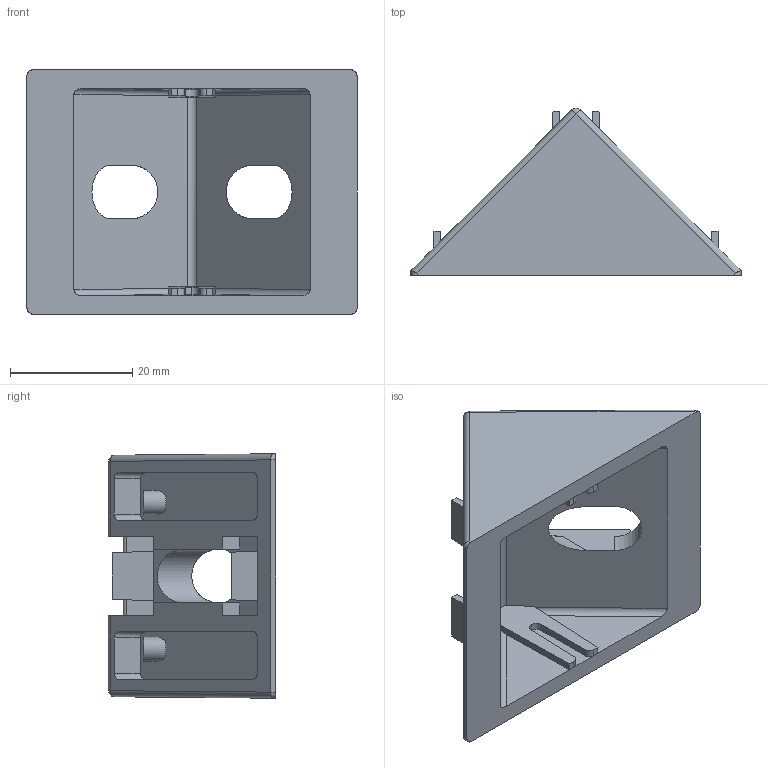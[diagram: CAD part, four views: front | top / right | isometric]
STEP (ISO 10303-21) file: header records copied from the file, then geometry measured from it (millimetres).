
FILE_DESCRIPTION (( 'STEP AP214' ), '1' );
FILE_NAME ('Transept Giltec-W84040ZN.STEP', '2012-09-27T05:00:57', ( 'sysAdmin' ), ( 'SolidWorks' ), 'SwSTEP 2.0', 'SolidWorks 2012', '' );
FILE_SCHEMA (( 'AUTOMOTIVE_DESIGN' ));
Length unit declared in the file: millimetre
Products named in the file (1): Transept Giltec-W84040ZN
Bounding box: 54 x 27.41 x 40 mm (x, y, z)
Volume: 13229.3 mm3; surface area: 9491 mm2
Topology: 1 solids, 1 shells, 170 faces, 452 edges, 294 vertices
Faces by surface type: plane 112, cylinder 54, bspline 4
Entity records: 5314 total; most frequent: CARTESIAN_POINT 1246, ORIENTED_EDGE 902, DIRECTION 757, EDGE_CURVE 451, VECTOR 323, LINE 323, VERTEX_POINT 294, AXIS2_PLACEMENT_3D 217
